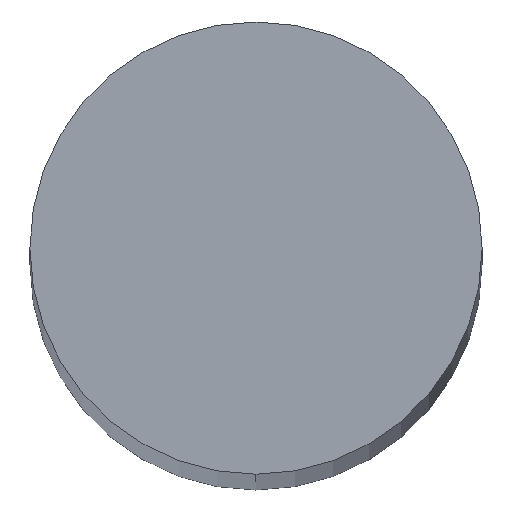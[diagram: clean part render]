
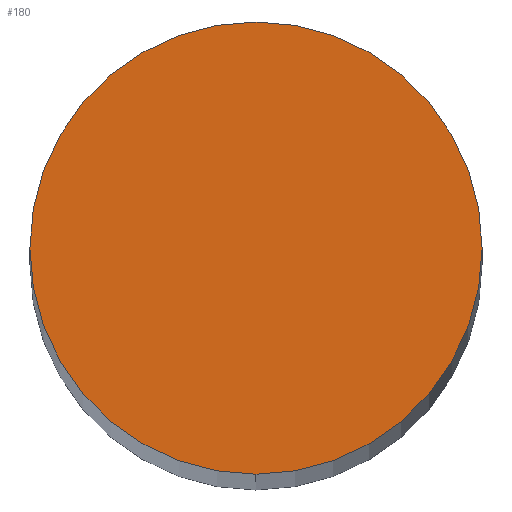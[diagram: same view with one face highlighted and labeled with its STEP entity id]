
A CAD part, top view. The second image highlights one B-rep face of the part: STEP entity #180.
In plain terms, the highlighted planar face has unit normal (0, 0, 1).
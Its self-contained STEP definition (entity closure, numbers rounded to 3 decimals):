
#44=(GEOMETRIC_REPRESENTATION_CONTEXT(2) PARAMETRIC_REPRESENTATION_CONTEXT() 
REPRESENTATION_CONTEXT('pcurve representation',
'2D parameter range of basis surface'));
#47=B_SPLINE_SURFACE_WITH_KNOTS('*SUR7',1,8,((#48,#49,#50,#51,#52,#53,#54,#55,
#56,#57,#58,#59,#60,#61,#62,#63,#64),(#65,#66,#67,#68,#69,#70,#71,#72,#73,#74,
#75,#76,#77,#78,#79,#80,#81)),.CYLINDRICAL_SURF.,.F.,.T.,.U.,(2,2),(9,8,9),(0.,
1.),(0.,1.,2.),.PIECEWISE_BEZIER_KNOTS.);
#48=CARTESIAN_POINT('',(0.,5.,0.));
#49=CARTESIAN_POINT('',(-1.963,5.,0.));
#50=CARTESIAN_POINT('',(-3.927,4.118,0.));
#51=CARTESIAN_POINT('',(-5.429,2.357,0.));
#52=CARTESIAN_POINT('',(-6.009,0.,0.));
#53=CARTESIAN_POINT('',(-5.429,-2.357,0.));
#54=CARTESIAN_POINT('',(-3.927,-4.118,0.));
#55=CARTESIAN_POINT('',(-1.963,-5.,0.));
#56=CARTESIAN_POINT('',(0.,-5.,0.));
#57=CARTESIAN_POINT('',(1.963,-5.,0.));
#58=CARTESIAN_POINT('',(3.927,-4.118,0.));
#59=CARTESIAN_POINT('',(5.429,-2.357,0.));
#60=CARTESIAN_POINT('',(6.009,0.,0.));
#61=CARTESIAN_POINT('',(5.429,2.357,0.));
#62=CARTESIAN_POINT('',(3.927,4.118,0.));
#63=CARTESIAN_POINT('',(1.963,5.,0.));
#64=CARTESIAN_POINT('',(0.,5.,0.));
#65=CARTESIAN_POINT('',(0.,5.,200.));
#66=CARTESIAN_POINT('',(-1.963,5.,200.));
#67=CARTESIAN_POINT('',(-3.927,4.118,200.));
#68=CARTESIAN_POINT('',(-5.429,2.357,200.));
#69=CARTESIAN_POINT('',(-6.009,0.,200.));
#70=CARTESIAN_POINT('',(-5.429,-2.357,200.));
#71=CARTESIAN_POINT('',(-3.927,-4.118,200.));
#72=CARTESIAN_POINT('',(-1.963,-5.,200.));
#73=CARTESIAN_POINT('',(0.,-5.,200.));
#74=CARTESIAN_POINT('',(1.963,-5.,200.));
#75=CARTESIAN_POINT('',(3.927,-4.118,200.));
#76=CARTESIAN_POINT('',(5.429,-2.357,200.));
#77=CARTESIAN_POINT('',(6.009,0.,200.));
#78=CARTESIAN_POINT('',(5.429,2.357,200.));
#79=CARTESIAN_POINT('',(3.927,4.118,200.));
#80=CARTESIAN_POINT('',(1.963,5.,200.));
#81=CARTESIAN_POINT('',(0.,5.,200.));
#125=PLANE('',#129);
#126=CARTESIAN_POINT('',(0.,0.,200.));
#127=DIRECTION('',(0.,1.,0.));
#128=DIRECTION('',(0.,0.,1.));
#129=AXIS2_PLACEMENT_3D('',#126,#128,#127);
#130=CIRCLE('*CRV72',#134,5.);
#131=CARTESIAN_POINT('',(0.,0.,200.));
#132=DIRECTION('',(0.,1.,0.));
#133=DIRECTION('',(0.,0.,1.));
#134=AXIS2_PLACEMENT_3D('',#131,#133,#132);
#135=B_SPLINE_CURVE_WITH_KNOTS('',11,(#136,#137,#138,#139,#140,#141,#142,#143,
#144,#145,#146,#147),.UNSPECIFIED.,.F.,.U.,(12,12),(0.,1.),
.PIECEWISE_BEZIER_KNOTS.);
#136=CARTESIAN_POINT('',(5.,0.));
#137=CARTESIAN_POINT('',(5.,1.428));
#138=CARTESIAN_POINT('',(4.551,2.856));
#139=CARTESIAN_POINT('',(3.654,4.127));
#140=CARTESIAN_POINT('',(2.37,5.086));
#141=CARTESIAN_POINT('',(0.821,5.602));
#142=CARTESIAN_POINT('',(-0.821,5.602));
#143=CARTESIAN_POINT('',(-2.37,5.086));
#144=CARTESIAN_POINT('',(-3.654,4.127));
#145=CARTESIAN_POINT('',(-4.551,2.856));
#146=CARTESIAN_POINT('',(-5.,1.428));
#147=CARTESIAN_POINT('',(-5.,0.));
#148=DEFINITIONAL_REPRESENTATION('',(#135),#44);
#149=PCURVE('',#125,#148);
#150=B_SPLINE_CURVE_WITH_KNOTS('',1,(#151,#152),.UNSPECIFIED.,.F.,.U.,(2,2),(0.,
1.),.PIECEWISE_BEZIER_KNOTS.);
#151=CARTESIAN_POINT('',(1.,0.));
#152=CARTESIAN_POINT('',(1.,1.));
#153=DEFINITIONAL_REPRESENTATION('',(#150),#44);
#154=PCURVE('',#47,#153);
#155=CIRCLE('*CRV71',#159,5.);
#156=CARTESIAN_POINT('',(0.,0.,200.));
#157=DIRECTION('',(0.,1.,0.));
#158=DIRECTION('',(0.,0.,1.));
#159=AXIS2_PLACEMENT_3D('',#156,#158,#157);
#160=B_SPLINE_CURVE_WITH_KNOTS('',11,(#161,#162,#163,#164,#165,#166,#167,#168,
#169,#170,#171,#172),.UNSPECIFIED.,.F.,.U.,(12,12),(0.,1.),
.PIECEWISE_BEZIER_KNOTS.);
#161=CARTESIAN_POINT('',(-5.,0.));
#162=CARTESIAN_POINT('',(-5.,-1.428));
#163=CARTESIAN_POINT('',(-4.551,-2.856));
#164=CARTESIAN_POINT('',(-3.654,-4.127));
#165=CARTESIAN_POINT('',(-2.37,-5.086));
#166=CARTESIAN_POINT('',(-0.821,-5.602));
#167=CARTESIAN_POINT('',(0.821,-5.602));
#168=CARTESIAN_POINT('',(2.37,-5.086));
#169=CARTESIAN_POINT('',(3.654,-4.127));
#170=CARTESIAN_POINT('',(4.551,-2.856));
#171=CARTESIAN_POINT('',(5.,-1.428));
#172=CARTESIAN_POINT('',(5.,0.));
#173=DEFINITIONAL_REPRESENTATION('',(#160),#44);
#174=PCURVE('',#125,#173);
#175=B_SPLINE_CURVE_WITH_KNOTS('',1,(#176,#177),.UNSPECIFIED.,.F.,.U.,(2,2),(0.,
1.),.PIECEWISE_BEZIER_KNOTS.);
#176=CARTESIAN_POINT('',(1.,1.));
#177=CARTESIAN_POINT('',(1.,2.));
#178=DEFINITIONAL_REPRESENTATION('',(#175),#44);
#179=PCURVE('',#47,#178);
#180=ADVANCED_FACE('*FAC15',(#192),#125,.T.);
#181=CARTESIAN_POINT('',(0.,5.,200.));
#182=VERTEX_POINT('',#181);
#183=CARTESIAN_POINT('',(0.,-5.,200.));
#184=VERTEX_POINT('',#183);
#185=EDGE_CURVE('',#182,#184,#186,.T.);
#186=SURFACE_CURVE('',#130,(#149,#154),.PCURVE_S1.);
#187=EDGE_CURVE('',#184,#182,#188,.T.);
#188=SURFACE_CURVE('',#155,(#174,#179),.PCURVE_S1.);
#189=ORIENTED_EDGE('',*,*,#185,.T.);
#190=ORIENTED_EDGE('',*,*,#187,.T.);
#191=EDGE_LOOP('',(#189,#190));
#192=FACE_OUTER_BOUND('',#191,.T.);
